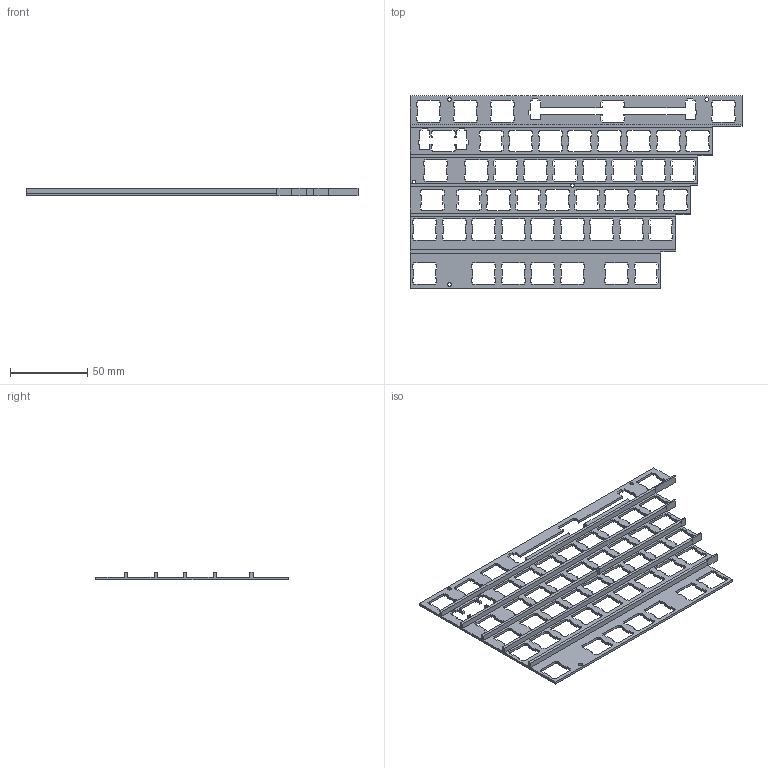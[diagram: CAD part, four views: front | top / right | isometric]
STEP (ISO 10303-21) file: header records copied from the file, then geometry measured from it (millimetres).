
FILE_DESCRIPTION(/* description */ (''),/* implementation_level */ '2;1');
FILE_NAME(/* name */ 'Left Top plate.step',/* time_stamp */ '2025-12-22T12:45:26-06:00',/* author */ (''),/* organization */ (''),/* preprocessor_version */ 'ST-DEVELOPER v20.1',/* originating_system */ 'Autodesk Translation Framework v14.21.0.0',/* authorisation */ '');
FILE_SCHEMA (('AUTOMOTIVE_DESIGN { 1 0 10303 214 3 1 1 }'));
Length unit declared in the file: millimetre
Products named in the file (1): Left Top plate
Bounding box: 214.31 x 124.46 x 5.1 mm (x, y, z)
Volume: 25990.3 mm3; surface area: 37567.9 mm2
Topology: 1 solids, 1 shells, 1067 faces, 3201 edges, 2134 vertices
Faces by surface type: plane 1062, cylinder 5
Full cylindrical faces by diameter (mm): 2.4 x5
Entity records: 35474 total; most frequent: CARTESIAN_POINT 6403, ORIENTED_EDGE 6402, DIRECTION 5351, EDGE_CURVE 3201, LINE 3187, VECTOR 3187, VERTEX_POINT 2134, EDGE_LOOP 1171
